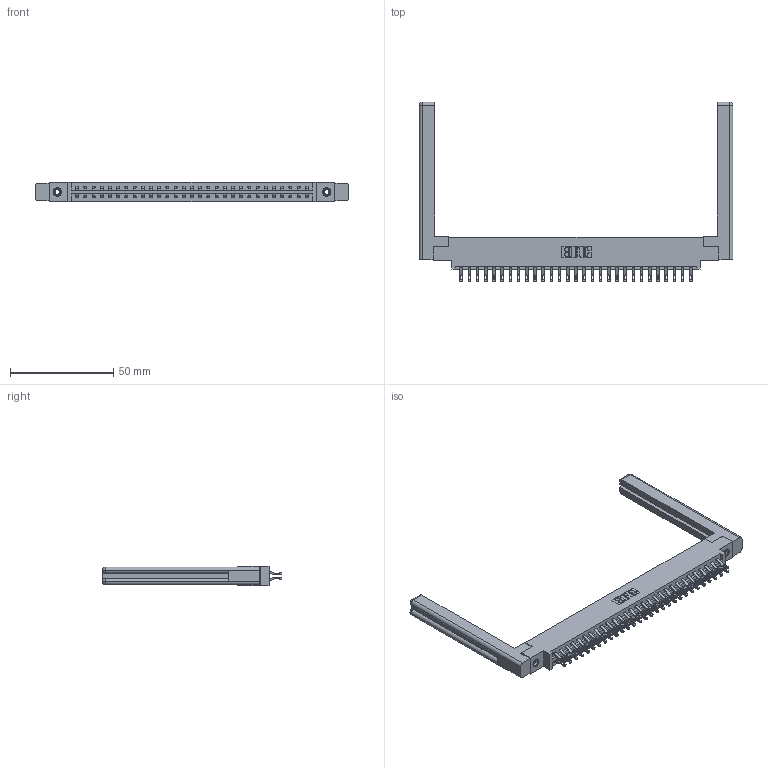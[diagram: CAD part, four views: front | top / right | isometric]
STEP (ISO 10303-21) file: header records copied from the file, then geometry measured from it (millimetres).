
FILE_DESCRIPTION (( 'STEP AP203' ), '1' );
FILE_NAME ('337-058-555-858.STEP', '2019-10-11T20:58:30', ( '' ), ( '' ), 'SwSTEP 2.0', 'SolidWorks 2016', '' );
FILE_SCHEMA (( 'CONFIG_CONTROL_DESIGN' ));
Length unit declared in the file: inch
Products named in the file (5): 307-220-058; 337-058-555-858; 345-250-001_345-250-001-102; 345-292-001_555 Tail; 337 Part_0.170 Offset - 0.156 Dia-TI
Assembly tree (63 placements, depth 2):
  337-058-555-858
    337 Part_0.170 Offset - 0.156 Dia-TI
    345-292-001_555 Tail  x58
    345-250-001_345-250-001-102  x2
    307-220-058  x2
Bounding box: 151.54 x 86.87 x 9.4 mm (x, y, z)
Volume: 22990.1 mm3; surface area: 23578.3 mm2
Topology: 63 solids, 63 shells, 3740 faces, 11639 edges, 7746 vertices
Faces by surface type: plane 2246, cylinder 1470, cone 12, torus 12
Entity records: 27258 total; most frequent: CARTESIAN_POINT 4647, ORIENTED_EDGE 4492, DIRECTION 3962, EDGE_CURVE 2246, VECTOR 2050, LINE 2050, VERTEX_POINT 1490, AXIS2_PLACEMENT_3D 956
